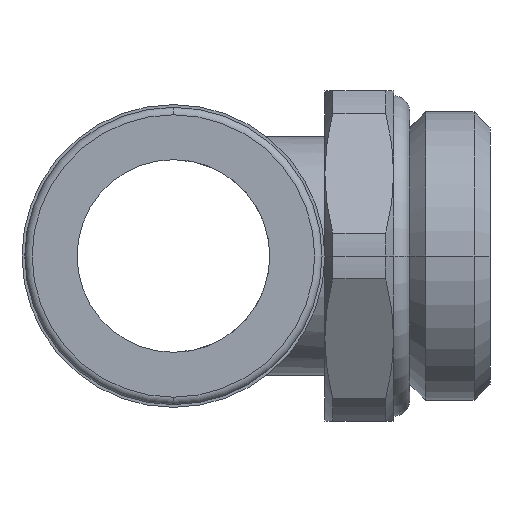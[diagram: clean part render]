
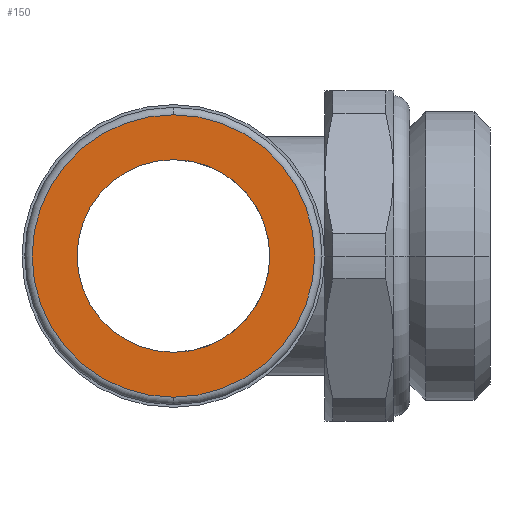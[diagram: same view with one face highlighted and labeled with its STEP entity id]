
A CAD part, left-side view. The second image highlights one B-rep face of the part: STEP entity #150.
In plain terms, the highlighted planar face has unit normal (-1, 0, 0).
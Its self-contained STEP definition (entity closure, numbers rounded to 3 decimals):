
#150=ADVANCED_FACE('',(#383,#384),#385,.T.);
#383=FACE_BOUND('',#636,.T.);
#384=FACE_OUTER_BOUND('',#637,.T.);
#385=PLANE('',#638);
#636=EDGE_LOOP('',(#1501,#1502));
#637=EDGE_LOOP('',(#1503,#1504,#1505));
#638=AXIS2_PLACEMENT_3D('',#1506,#1507,#1508);
#1501=ORIENTED_EDGE('',*,*,#1845,.T.);
#1502=ORIENTED_EDGE('',*,*,#1760,.T.);
#1503=ORIENTED_EDGE('',*,*,#1915,.T.);
#1504=ORIENTED_EDGE('',*,*,#1692,.T.);
#1505=ORIENTED_EDGE('',*,*,#1916,.T.);
#1506=CARTESIAN_POINT('',(-35.5,10.87,0.0));
#1507=DIRECTION('',(-1.0,0.,0.0));
#1508=DIRECTION('',(0.,-1.0,0.0));
#1692=EDGE_CURVE('',#2039,#2045,#2047,.T.);
#1760=EDGE_CURVE('',#2160,#2163,#2165,.T.);
#1845=EDGE_CURVE('',#2163,#2160,#2303,.T.);
#1915=EDGE_CURVE('',#2402,#2039,#2403,.T.);
#1916=EDGE_CURVE('',#2045,#2402,#2404,.T.);
#2039=VERTEX_POINT('',#2597);
#2045=VERTEX_POINT('',#2603);
#2047=CIRCLE('',#2605,10.26);
#2160=VERTEX_POINT('',#2877);
#2163=VERTEX_POINT('',#2881);
#2165=CIRCLE('',#2884,7.0);
#2303=CIRCLE('',#3164,7.0);
#2402=VERTEX_POINT('',#3493);
#2403=CIRCLE('',#3494,10.26);
#2404=CIRCLE('',#3495,10.26);
#2597=CARTESIAN_POINT('',(-35.5,16.0,10.26));
#2603=CARTESIAN_POINT('',(-35.5,16.0,-10.26));
#2605=AXIS2_PLACEMENT_3D('',#3654,#3655,#3656);
#2877=CARTESIAN_POINT('',(-35.5,16.0,-7.0));
#2881=CARTESIAN_POINT('',(-35.5,16.0,7.0));
#2884=AXIS2_PLACEMENT_3D('',#3777,#3778,#3779);
#3164=AXIS2_PLACEMENT_3D('',#3916,#3917,#3918);
#3493=CARTESIAN_POINT('',(-35.5,5.74,0.0));
#3494=AXIS2_PLACEMENT_3D('',#4046,#4047,#4048);
#3495=AXIS2_PLACEMENT_3D('',#4049,#4050,#4051);
#3654=CARTESIAN_POINT('',(-35.5,16.0,0.0));
#3655=DIRECTION('',(-1.0,0.,0.0));
#3656=DIRECTION('',(0.,-1.0,0.0));
#3777=CARTESIAN_POINT('',(-35.5,16.0,0.0));
#3778=DIRECTION('',(1.0,0.,0.0));
#3779=DIRECTION('',(0.0,0.0,-1.0));
#3916=CARTESIAN_POINT('',(-35.5,16.0,0.0));
#3917=DIRECTION('',(1.0,0.,0.0));
#3918=DIRECTION('',(0.0,0.0,-1.0));
#4046=CARTESIAN_POINT('',(-35.5,16.0,0.0));
#4047=DIRECTION('',(-1.0,0.,0.0));
#4048=DIRECTION('',(0.,-1.0,0.0));
#4049=CARTESIAN_POINT('',(-35.5,16.0,0.0));
#4050=DIRECTION('',(-1.0,0.,0.0));
#4051=DIRECTION('',(0.,-1.0,0.0));
